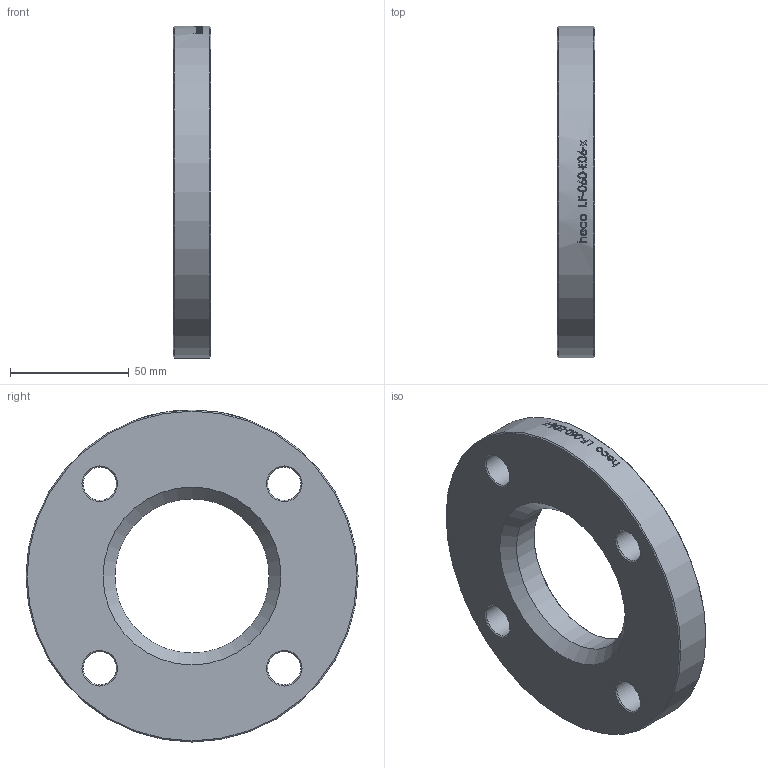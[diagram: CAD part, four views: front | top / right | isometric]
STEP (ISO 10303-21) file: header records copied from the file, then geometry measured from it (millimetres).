
FILE_DESCRIPTION (( 'STEP AP214' ), '1' );
FILE_NAME ('LF-060-E06-x Loser Flansch 2012.STEP', '2020-12-10T12:12:51', ( '' ), ( '' ), 'SwSTEP 2.0', 'SolidWorks 2019', '' );
FILE_SCHEMA (( 'AUTOMOTIVE_DESIGN' ));
Length unit declared in the file: millimetre
Products named in the file (1): LF-060-E06-x Loser Flansch 2012
Bounding box: 16 x 140 x 140 mm (x, y, z)
Volume: 180435.3 mm3; surface area: 35052.5 mm2
Topology: 1 solids, 1 shells, 43 faces, 202 edges, 183 vertices
Faces by surface type: cylinder 29, cone 12, plane 2
Full cylindrical faces by diameter (mm): 14 x4, 65 x1, 140 x1
Entity records: 4636 total; most frequent: CARTESIAN_POINT 2932, ORIENTED_EDGE 350, DIRECTION 219, EDGE_CURVE 175, VERTEX_POINT 175, B_SPLINE_CURVE_WITH_KNOTS 97, AXIS2_PLACEMENT_3D 97, EDGE_LOOP 94
